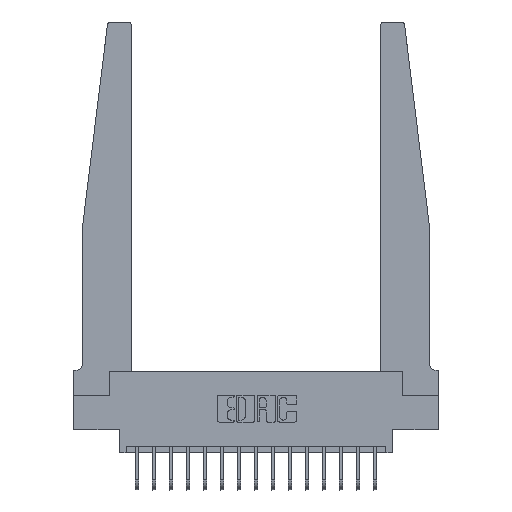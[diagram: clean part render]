
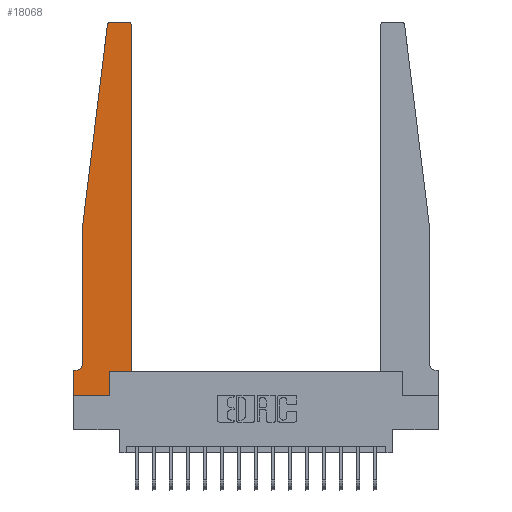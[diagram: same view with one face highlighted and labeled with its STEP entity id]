
A CAD part, top view. The second image highlights one B-rep face of the part: STEP entity #18068.
In plain terms, the highlighted planar face has unit normal (0, 0, 1).
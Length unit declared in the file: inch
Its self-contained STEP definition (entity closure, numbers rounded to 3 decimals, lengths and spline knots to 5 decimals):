
#395 = LINE ( 'NONE', #6748, #6224 ) ;
#441 = EDGE_CURVE ( 'NONE', #13653, #17675, #16739, .T. ) ;
#605 = CARTESIAN_POINT ( 'NONE',  ( 0.425, 0.18, 0.37 ) ) ;
#777 = EDGE_CURVE ( 'NONE', #10780, #15437, #395, .T. ) ;
#1035 = CARTESIAN_POINT ( 'NONE',  ( 0., 0., 0.37 ) ) ;
#1117 = DIRECTION ( 'NONE',  ( 0., 0., 1. ) ) ;
#1185 = ORIENTED_EDGE ( 'NONE', *, *, #441, .T. ) ;
#1253 = CIRCLE ( 'NONE', #17854, 0.03 ) ;
#1646 = EDGE_CURVE ( 'NONE', #18904, #17422, #10395, .T. ) ;
#1707 = ORIENTED_EDGE ( 'NONE', *, *, #4810, .T. ) ;
#1979 = CARTESIAN_POINT ( 'NONE',  ( 0.27653, 2.75, 0.37 ) ) ;
#2177 = EDGE_LOOP ( 'NONE', ( #14752, #8316, #16164, #15466, #9671, #1185, #9495, #10257, #10908, #1707, #13974, #14193 ) ) ;
#2388 = DIRECTION ( 'NONE',  ( -1., 0., 0. ) ) ;
#2545 = DIRECTION ( 'NONE',  ( -1., 0., 0. ) ) ;
#2649 = CARTESIAN_POINT ( 'NONE',  ( 0.425, 0.18, 0.37 ) ) ;
#2730 = CARTESIAN_POINT ( 'NONE',  ( 0.015, 0.1875, 0.37 ) ) ;
#2816 = CARTESIAN_POINT ( 'NONE',  ( 0., 0., 0.37 ) ) ;
#2830 = FACE_OUTER_BOUND ( 'NONE', #2177, .T. ) ;
#4043 = CARTESIAN_POINT ( 'NONE',  ( 0.065, 1.25, 0.37 ) ) ;
#4129 = CARTESIAN_POINT ( 'NONE',  ( 0.395, 2.72, 0.37 ) ) ;
#4206 = LINE ( 'NONE', #2649, #8311 ) ;
#4232 = CARTESIAN_POINT ( 'NONE',  ( 0.27653, 2.72, 0.37 ) ) ;
#4251 = CARTESIAN_POINT ( 'NONE',  ( 0.065, 0.2375, 0.37 ) ) ;
#4365 = VERTEX_POINT ( 'NONE', #6983 ) ;
#4514 = CARTESIAN_POINT ( 'NONE',  ( 0., 0., 0.37 ) ) ;
#4531 = VERTEX_POINT ( 'NONE', #4251 ) ;
#4675 = DIRECTION ( 'NONE',  ( -1., 0., 0. ) ) ;
#4734 = CARTESIAN_POINT ( 'NONE',  ( 0.065, 1.25, 0.37 ) ) ;
#4810 = EDGE_CURVE ( 'NONE', #13842, #15417, #5284, .T. ) ;
#5284 = LINE ( 'NONE', #605, #9003 ) ;
#5716 = LINE ( 'NONE', #18404, #9903 ) ;
#5925 = CIRCLE ( 'NONE', #20198, 0.05 ) ;
#6057 = DIRECTION ( 'NONE',  ( 1., 0., 0. ) ) ;
#6135 = EDGE_CURVE ( 'NONE', #19286, #10780, #7910, .T. ) ;
#6224 = VECTOR ( 'NONE', #14855, 39.37008 ) ;
#6296 = DIRECTION ( 'NONE',  ( 0., -1., 0. ) ) ;
#6616 = VECTOR ( 'NONE', #6296, 39.37008 ) ;
#6666 = EDGE_CURVE ( 'NONE', #15437, #4531, #10654, .T. ) ;
#6748 = CARTESIAN_POINT ( 'NONE',  ( 0.065, 1.25, 0.37 ) ) ;
#6909 = AXIS2_PLACEMENT_3D ( 'NONE', #4232, #16919, #16725 ) ;
#6983 = CARTESIAN_POINT ( 'NONE',  ( 0.425, 2.72, 0.37 ) ) ;
#7457 = EDGE_CURVE ( 'NONE', #19455, #19286, #12584, .T. ) ;
#7627 = PLANE ( 'NONE',  #12376 ) ;
#7898 = EDGE_CURVE ( 'NONE', #4365, #19455, #1253, .T. ) ;
#7910 = CIRCLE ( 'NONE', #6909, 0.03 ) ;
#8311 = VECTOR ( 'NONE', #15346, 39.37008 ) ;
#8316 = ORIENTED_EDGE ( 'NONE', *, *, #6135, .T. ) ;
#9003 = VECTOR ( 'NONE', #19424, 39.37008 ) ;
#9081 = EDGE_CURVE ( 'NONE', #17422, #13842, #5716, .T. ) ;
#9360 = LINE ( 'NONE', #2816, #18908 ) ;
#9460 = EDGE_CURVE ( 'NONE', #4531, #13653, #5925, .T. ) ;
#9495 = ORIENTED_EDGE ( 'NONE', *, *, #10466, .T. ) ;
#9671 = ORIENTED_EDGE ( 'NONE', *, *, #9460, .T. ) ;
#9903 = VECTOR ( 'NONE', #16840, 39.37008 ) ;
#10187 = VECTOR ( 'NONE', #18592, 39.37008 ) ;
#10257 = ORIENTED_EDGE ( 'NONE', *, *, #1646, .T. ) ;
#10395 = LINE ( 'NONE', #1035, #10187 ) ;
#10466 = EDGE_CURVE ( 'NONE', #17675, #18904, #9360, .T. ) ;
#10482 = VECTOR ( 'NONE', #2388, 39.37008 ) ;
#10654 = LINE ( 'NONE', #4734, #6616 ) ;
#10780 = VERTEX_POINT ( 'NONE', #19842 ) ;
#10908 = ORIENTED_EDGE ( 'NONE', *, *, #9081, .T. ) ;
#12009 = CARTESIAN_POINT ( 'NONE',  ( 0.015, 0.2375, 0.37 ) ) ;
#12180 = VECTOR ( 'NONE', #4675, 39.37008 ) ;
#12376 = AXIS2_PLACEMENT_3D ( 'NONE', #13954, #20294, #6057 ) ;
#12584 = LINE ( 'NONE', #13817, #12180 ) ;
#13034 = EDGE_CURVE ( 'NONE', #15417, #4365, #4206, .T. ) ;
#13134 = CARTESIAN_POINT ( 'NONE',  ( 0., 0.1875, 0.37 ) ) ;
#13423 = CARTESIAN_POINT ( 'NONE',  ( 0.2605, 0.18, 0.37 ) ) ;
#13653 = VERTEX_POINT ( 'NONE', #2730 ) ;
#13817 = CARTESIAN_POINT ( 'NONE',  ( 0.25, 2.75, 0.37 ) ) ;
#13842 = VERTEX_POINT ( 'NONE', #13423 ) ;
#13954 = CARTESIAN_POINT ( 'NONE',  ( 0., 0.1875, 0.37 ) ) ;
#13974 = ORIENTED_EDGE ( 'NONE', *, *, #13034, .T. ) ;
#14193 = ORIENTED_EDGE ( 'NONE', *, *, #7898, .T. ) ;
#14752 = ORIENTED_EDGE ( 'NONE', *, *, #7457, .T. ) ;
#14855 = DIRECTION ( 'NONE',  ( -0.122, -0.992, 0. ) ) ;
#15346 = DIRECTION ( 'NONE',  ( 0., 1., 0. ) ) ;
#15389 = CARTESIAN_POINT ( 'NONE',  ( 0.065, 0.1875, 0.37 ) ) ;
#15417 = VERTEX_POINT ( 'NONE', #17038 ) ;
#15437 = VERTEX_POINT ( 'NONE', #4043 ) ;
#15466 = ORIENTED_EDGE ( 'NONE', *, *, #6666, .T. ) ;
#15713 = DIRECTION ( 'NONE',  ( 0., -1., 0. ) ) ;
#16164 = ORIENTED_EDGE ( 'NONE', *, *, #777, .T. ) ;
#16513 = CARTESIAN_POINT ( 'NONE',  ( 0.395, 2.75, 0.37 ) ) ;
#16725 = DIRECTION ( 'NONE',  ( 1., 0., 0. ) ) ;
#16739 = LINE ( 'NONE', #15389, #10482 ) ;
#16790 = DIRECTION ( 'NONE',  ( 0., 0., -1. ) ) ;
#16840 = DIRECTION ( 'NONE',  ( 0., 1., 0. ) ) ;
#16919 = DIRECTION ( 'NONE',  ( 0., 0., 1. ) ) ;
#17038 = CARTESIAN_POINT ( 'NONE',  ( 0.425, 0.18, 0.37 ) ) ;
#17422 = VERTEX_POINT ( 'NONE', #19190 ) ;
#17675 = VERTEX_POINT ( 'NONE', #13134 ) ;
#17854 = AXIS2_PLACEMENT_3D ( 'NONE', #4129, #1117, #18674 ) ;
#18068 = ADVANCED_FACE ( 'NONE', ( #2830 ), #7627, .T. ) ;
#18404 = CARTESIAN_POINT ( 'NONE',  ( 0.2605, 0.18, 0.37 ) ) ;
#18592 = DIRECTION ( 'NONE',  ( 1., 0., 0. ) ) ;
#18674 = DIRECTION ( 'NONE',  ( 1., 0., 0. ) ) ;
#18904 = VERTEX_POINT ( 'NONE', #4514 ) ;
#18908 = VECTOR ( 'NONE', #15713, 39.37008 ) ;
#19190 = CARTESIAN_POINT ( 'NONE',  ( 0.2605, 0., 0.37 ) ) ;
#19286 = VERTEX_POINT ( 'NONE', #1979 ) ;
#19424 = DIRECTION ( 'NONE',  ( 1., 0., 0. ) ) ;
#19455 = VERTEX_POINT ( 'NONE', #16513 ) ;
#19842 = CARTESIAN_POINT ( 'NONE',  ( 0.24675, 2.72367, 0.37 ) ) ;
#20198 = AXIS2_PLACEMENT_3D ( 'NONE', #12009, #16790, #2545 ) ;
#20294 = DIRECTION ( 'NONE',  ( 0., 0., 1. ) ) ;
